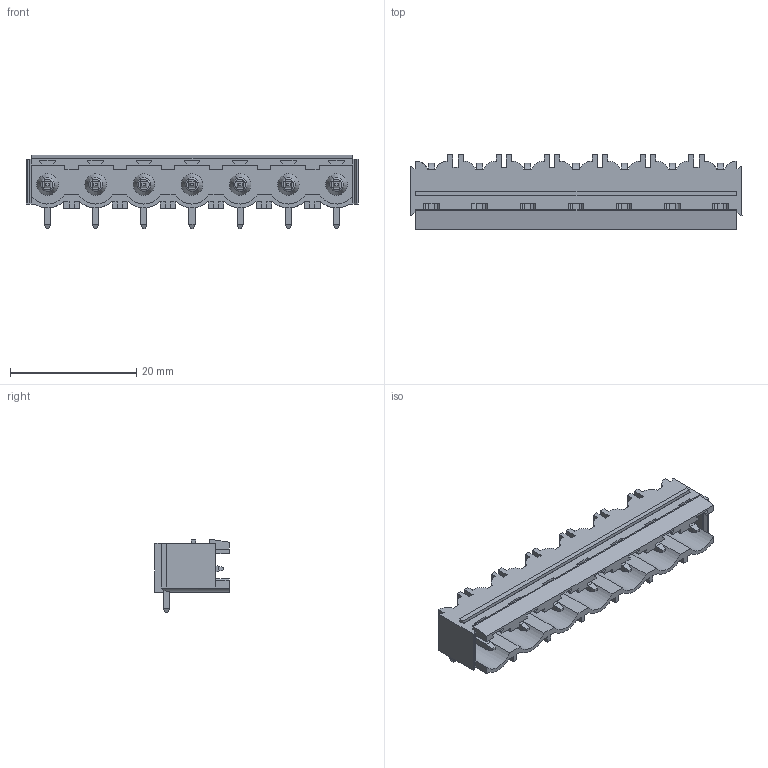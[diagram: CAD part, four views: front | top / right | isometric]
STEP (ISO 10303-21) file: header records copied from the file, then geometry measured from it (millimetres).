
FILE_DESCRIPTION(('CATIA V5 STEP Exchange','CAx-IF Rec.Pracs.--- Model Styling and Organization---1.4--- 2014-01-23'),'2;1');
FILE_NAME ('D1453717_1_1624420000_1624420000.stp','2021-02-15T09:14:57+00:00',('none'),('Weidmueller'),'CATIA Version 5-6 Release 2016 SP3 HF44','CATIA V5 STEP AP214','none');
FILE_SCHEMA(('AUTOMOTIVE_DESIGN { 1 0 10303 214 1 1 1 1 }'));
Length unit declared in the file: millimetre
Products named in the file (1): 1624420000
Bounding box: 52.52 x 11.75 x 11.6 mm (x, y, z)
Volume: 1782.3 mm3; surface area: 4378.2 mm2
Topology: 8 solids, 8 shells, 475 faces, 1342 edges, 877 vertices
Faces by surface type: plane 385, cylinder 56, torus 14, cone 14, extrusion 6
Entity records: 14421 total; most frequent: CARTESIAN_POINT 2929, ORIENTED_EDGE 2684, DIRECTION 1855, EDGE_CURVE 1342, VECTOR 1147, LINE 1141, VERTEX_POINT 877, EDGE_LOOP 497
